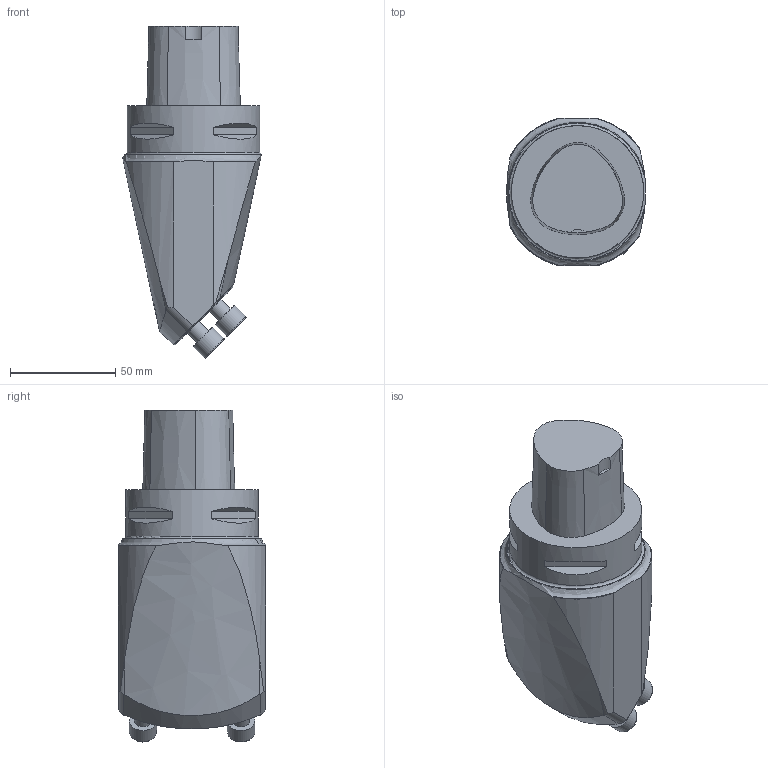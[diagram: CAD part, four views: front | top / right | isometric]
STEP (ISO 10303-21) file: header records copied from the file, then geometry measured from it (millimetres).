
FILE_DESCRIPTION(/* description */ (''),/* implementation_level */ '2;1');
FILE_NAME(/* name */ '1524460963488.stp',/* time_stamp */ '2018-04-23T07:22:52+02:00',/* author */ (''),/* organization */ ('SMS'),/* preprocessor_version */ 'ST-DEVELOPER v15',/* originating_system */ 'SIEMENS PLM Software NX 8.5',/* authorisation */ '');
FILE_SCHEMA (('AUTOMOTIVE_DESIGN { 1 0 10303 214 3 1 1 1 }'));
Length unit declared in the file: millimetre
Products named in the file (1): 201596736mod000_00
Bounding box: 66.07 x 70 x 157.98 mm (x, y, z)
Volume: 373768.4 mm3; surface area: 34740 mm2
Topology: 1 solids, 1 shells, 82 faces, 192 edges, 128 vertices
Faces by surface type: plane 31, cylinder 23, cone 12, torus 10, extrusion 3, bspline 3
Full cylindrical faces by diameter (mm): 8 x4, 13 x4, 63 x1
Entity records: 2462 total; most frequent: CARTESIAN_POINT 599, DIRECTION 385, ORIENTED_EDGE 346, EDGE_CURVE 173, AXIS2_PLACEMENT_3D 162, VERTEX_POINT 120, EDGE_LOOP 109, ADVANCED_FACE 82
